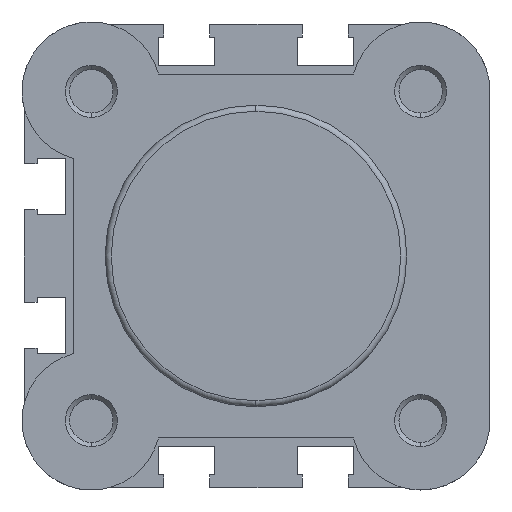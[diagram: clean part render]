
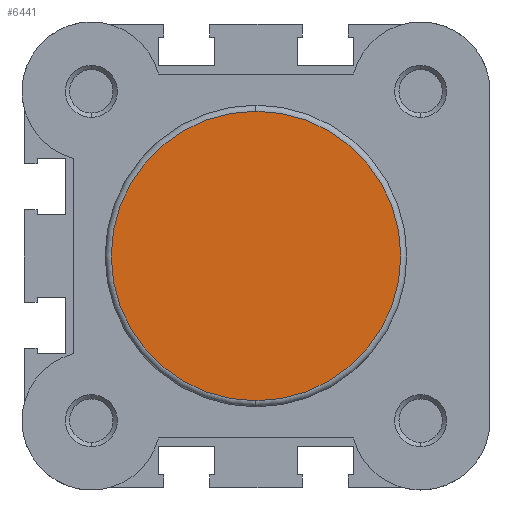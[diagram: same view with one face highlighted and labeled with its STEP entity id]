
A CAD part, left-side view. The second image highlights one B-rep face of the part: STEP entity #6441.
In plain terms, the highlighted planar face has unit normal (-1, 0, 0).
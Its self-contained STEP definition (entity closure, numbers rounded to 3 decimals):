
#148 = CARTESIAN_POINT ( 'NONE',  ( 0., 0., 0. ) ) ;
#156 = DIRECTION ( 'NONE',  ( -1., 0., 0. ) ) ;
#157 = DIRECTION ( 'NONE',  ( 0., 0., 1. ) ) ;
#1015 = FACE_OUTER_BOUND ( 'NONE', #4737, .T. ) ;
#1323 = CARTESIAN_POINT ( 'NONE',  ( 0., 0., -16.7 ) ) ;
#1439 = CARTESIAN_POINT ( 'NONE',  ( 0., 0., 16.7 ) ) ;
#1643 = CARTESIAN_POINT ( 'NONE',  ( 0., -17.4, 0. ) ) ;
#1644 = PLANE ( 'NONE',  #2846 ) ;
#1645 = DIRECTION ( 'NONE',  ( -1., 0., 0. ) ) ;
#1646 = DIRECTION ( 'NONE',  ( 0., 0., 1. ) ) ;
#2600 = AXIS2_PLACEMENT_3D ( 'NONE', #148, #156, #157 ) ;
#2846 = AXIS2_PLACEMENT_3D ( 'NONE', #1643, #1645, #1646 ) ;
#2990 = EDGE_CURVE ( 'NONE', #6058, #5855, #5149, .T. ) ;
#3097 = EDGE_CURVE ( 'NONE', #5855, #6058, #5300, .T. ) ;
#3532 = AXIS2_PLACEMENT_3D ( 'NONE', #6297, #6361, #6116 ) ;
#4125 = ORIENTED_EDGE ( 'NONE', *, *, #3097, .T. ) ;
#4312 = ORIENTED_EDGE ( 'NONE', *, *, #2990, .T. ) ;
#4737 = EDGE_LOOP ( 'NONE', ( #4312, #4125 ) ) ;
#5149 = CIRCLE ( 'NONE', #3532, 16.7 ) ;
#5300 = CIRCLE ( 'NONE', #2600, 16.7 ) ;
#5855 = VERTEX_POINT ( 'NONE', #1323 ) ;
#6058 = VERTEX_POINT ( 'NONE', #1439 ) ;
#6116 = DIRECTION ( 'NONE',  ( 0., 0., 1. ) ) ;
#6297 = CARTESIAN_POINT ( 'NONE',  ( 0., 0., 0. ) ) ;
#6361 = DIRECTION ( 'NONE',  ( -1., 0., 0. ) ) ;
#6441 = ADVANCED_FACE ( 'NONE', ( #1015 ), #1644, .T. ) ;
